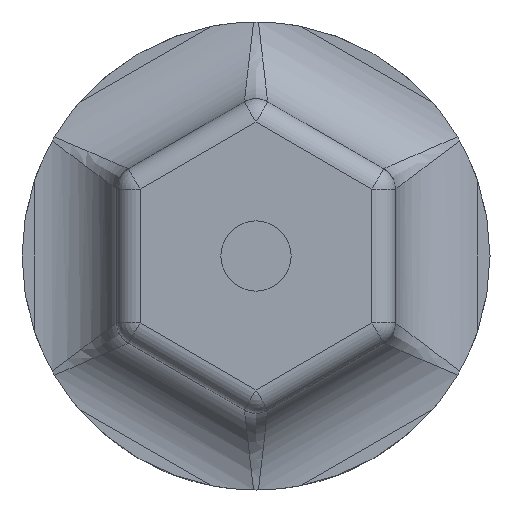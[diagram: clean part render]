
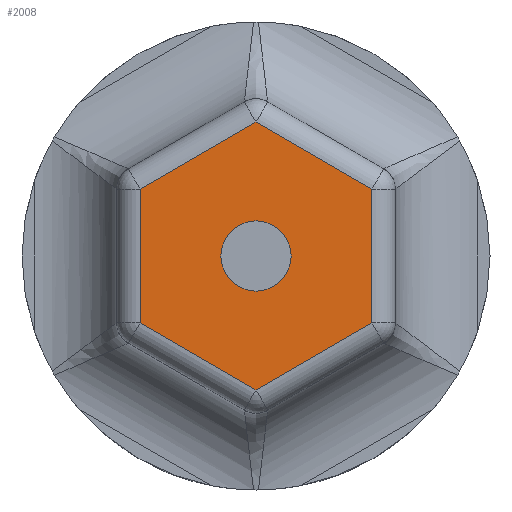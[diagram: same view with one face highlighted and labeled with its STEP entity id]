
A CAD part, front view. The second image highlights one B-rep face of the part: STEP entity #2008.
In plain terms, the highlighted planar face has unit normal (0, -1, 0).
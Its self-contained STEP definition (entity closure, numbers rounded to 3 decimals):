
#77 = LINE ( 'NONE', #723, #1999 ) ;
#127 = VECTOR ( 'NONE', #1468, 1000. ) ;
#138 = FACE_BOUND ( 'NONE', #1348, .T. ) ;
#148 = DIRECTION ( 'NONE',  ( 0., -1., 0. ) ) ;
#155 = ORIENTED_EDGE ( 'NONE', *, *, #1608, .T. ) ;
#161 = CARTESIAN_POINT ( 'NONE',  ( -4.954, 0., -3.438 ) ) ;
#243 = CARTESIAN_POINT ( 'NONE',  ( 0., 0., 1.5 ) ) ;
#309 = LINE ( 'NONE', #161, #127 ) ;
#354 = CARTESIAN_POINT ( 'NONE',  ( 4.954, 0., 3.438 ) ) ;
#357 = EDGE_LOOP ( 'NONE', ( #387, #1635, #1387, #155, #1605, #2106 ) ) ;
#372 = LINE ( 'NONE', #1662, #1618 ) ;
#387 = ORIENTED_EDGE ( 'NONE', *, *, #1747, .T. ) ;
#410 = LINE ( 'NONE', #1561, #1929 ) ;
#412 = CARTESIAN_POINT ( 'NONE',  ( -0.5, 0., 6.009 ) ) ;
#429 = EDGE_CURVE ( 'NONE', #638, #1494, #1371, .T. ) ;
#469 = CARTESIAN_POINT ( 'NONE',  ( -4.954, 0., 2.86 ) ) ;
#488 = CIRCLE ( 'NONE', #1583, 1.5 ) ;
#498 = DIRECTION ( 'NONE',  ( 0., 0., 1. ) ) ;
#509 = EDGE_CURVE ( 'NONE', #1310, #1771, #488, .T. ) ;
#559 = DIRECTION ( 'NONE',  ( -0.866, 0., 0.5 ) ) ;
#561 = VECTOR ( 'NONE', #559, 1000. ) ;
#614 = VERTEX_POINT ( 'NONE', #1451 ) ;
#627 = VERTEX_POINT ( 'NONE', #469 ) ;
#638 = VERTEX_POINT ( 'NONE', #1471 ) ;
#658 = CARTESIAN_POINT ( 'NONE',  ( 0., 0., 0. ) ) ;
#661 = EDGE_CURVE ( 'NONE', #1771, #1310, #1755, .T. ) ;
#705 = DIRECTION ( 'NONE',  ( 0.866, 0., 0.5 ) ) ;
#723 = CARTESIAN_POINT ( 'NONE',  ( -5.454, 0., 2.571 ) ) ;
#746 = CARTESIAN_POINT ( 'NONE',  ( 0., 0., -5.72 ) ) ;
#787 = PLANE ( 'NONE',  #1215 ) ;
#844 = CARTESIAN_POINT ( 'NONE',  ( 0., 0., -1.5 ) ) ;
#861 = LINE ( 'NONE', #354, #1389 ) ;
#935 = VERTEX_POINT ( 'NONE', #746 ) ;
#959 = CARTESIAN_POINT ( 'NONE',  ( 0., 0., 5.72 ) ) ;
#1055 = DIRECTION ( 'NONE',  ( -0.866, 0., -0.5 ) ) ;
#1100 = FACE_OUTER_BOUND ( 'NONE', #357, .T. ) ;
#1122 = DIRECTION ( 'NONE',  ( 0., 1., 0. ) ) ;
#1156 = ORIENTED_EDGE ( 'NONE', *, *, #509, .T. ) ;
#1215 = AXIS2_PLACEMENT_3D ( 'NONE', #1438, #148, #2089 ) ;
#1217 = EDGE_CURVE ( 'NONE', #1494, #627, #77, .T. ) ;
#1268 = CARTESIAN_POINT ( 'NONE',  ( 0., 0., 0. ) ) ;
#1310 = VERTEX_POINT ( 'NONE', #844 ) ;
#1348 = EDGE_LOOP ( 'NONE', ( #1156, #1805 ) ) ;
#1371 = LINE ( 'NONE', #412, #561 ) ;
#1387 = ORIENTED_EDGE ( 'NONE', *, *, #1217, .T. ) ;
#1389 = VECTOR ( 'NONE', #1482, 1000. ) ;
#1415 = DIRECTION ( 'NONE',  ( 0.866, 0., -0.5 ) ) ;
#1438 = CARTESIAN_POINT ( 'NONE',  ( 0., 0., 0. ) ) ;
#1451 = CARTESIAN_POINT ( 'NONE',  ( 4.954, 0., -2.86 ) ) ;
#1468 = DIRECTION ( 'NONE',  ( 0., 0., -1. ) ) ;
#1471 = CARTESIAN_POINT ( 'NONE',  ( 4.954, 0., 2.86 ) ) ;
#1482 = DIRECTION ( 'NONE',  ( 0., 0., 1. ) ) ;
#1494 = VERTEX_POINT ( 'NONE', #959 ) ;
#1561 = CARTESIAN_POINT ( 'NONE',  ( 0.5, 0., -6.009 ) ) ;
#1583 = AXIS2_PLACEMENT_3D ( 'NONE', #658, #1122, #498 ) ;
#1605 = ORIENTED_EDGE ( 'NONE', *, *, #1847, .T. ) ;
#1608 = EDGE_CURVE ( 'NONE', #627, #1763, #309, .T. ) ;
#1618 = VECTOR ( 'NONE', #705, 1000. ) ;
#1635 = ORIENTED_EDGE ( 'NONE', *, *, #429, .T. ) ;
#1662 = CARTESIAN_POINT ( 'NONE',  ( 5.454, 0., -2.571 ) ) ;
#1695 = EDGE_CURVE ( 'NONE', #935, #614, #372, .T. ) ;
#1747 = EDGE_CURVE ( 'NONE', #614, #638, #861, .T. ) ;
#1755 = CIRCLE ( 'NONE', #1893, 1.5 ) ;
#1763 = VERTEX_POINT ( 'NONE', #1810 ) ;
#1771 = VERTEX_POINT ( 'NONE', #243 ) ;
#1805 = ORIENTED_EDGE ( 'NONE', *, *, #661, .T. ) ;
#1810 = CARTESIAN_POINT ( 'NONE',  ( -4.954, 0., -2.86 ) ) ;
#1847 = EDGE_CURVE ( 'NONE', #1763, #935, #410, .T. ) ;
#1893 = AXIS2_PLACEMENT_3D ( 'NONE', #1268, #1913, #2082 ) ;
#1913 = DIRECTION ( 'NONE',  ( 0., 1., 0. ) ) ;
#1929 = VECTOR ( 'NONE', #1415, 1000. ) ;
#1999 = VECTOR ( 'NONE', #1055, 1000. ) ;
#2008 = ADVANCED_FACE ( 'NONE', ( #1100, #138 ), #787, .T. ) ;
#2082 = DIRECTION ( 'NONE',  ( 0., 0., 1. ) ) ;
#2089 = DIRECTION ( 'NONE',  ( 0., 0., -1. ) ) ;
#2106 = ORIENTED_EDGE ( 'NONE', *, *, #1695, .T. ) ;
